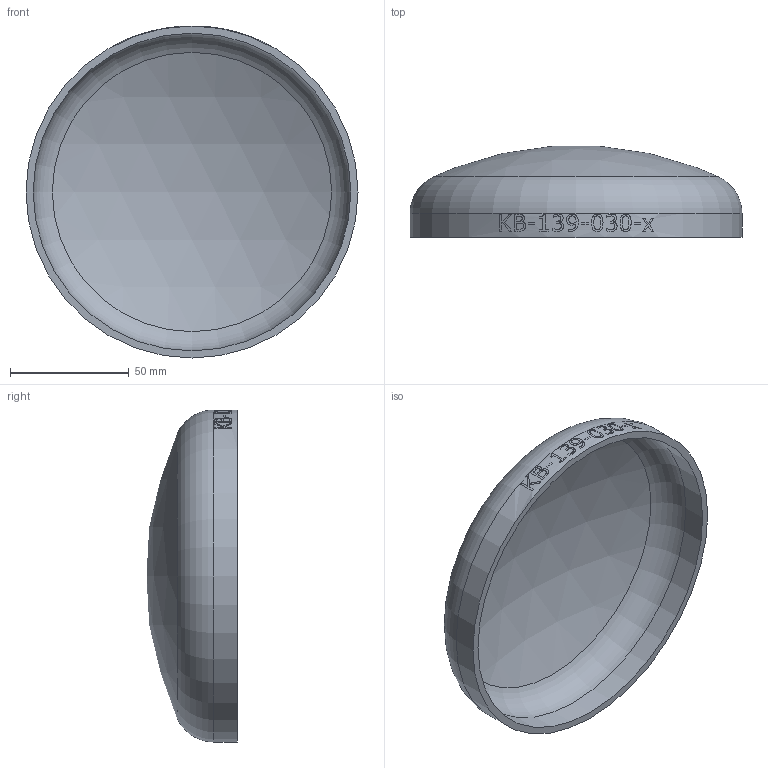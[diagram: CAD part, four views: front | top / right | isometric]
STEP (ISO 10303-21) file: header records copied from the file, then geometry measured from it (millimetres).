
FILE_DESCRIPTION (( 'STEP AP214' ), '1' );
FILE_NAME ('KB-139-030-x Klöpperboden 2003.STEP', '2020-03-26T12:20:49', ( '' ), ( '' ), 'SwSTEP 2.0', 'SolidWorks 2016', '' );
FILE_SCHEMA (( 'AUTOMOTIVE_DESIGN' ));
Length unit declared in the file: millimetre
Products named in the file (1): KB-139-030-x Klöpperboden 2003
Bounding box: 139.7 x 38.26 x 139.7 mm (x, y, z)
Volume: 69230.1 mm3; surface area: 47562.8 mm2
Topology: 1 solids, 1 shells, 192 faces, 514 edges, 342 vertices
Faces by surface type: bspline 107, plane 62, cylinder 19, torus 2, sphere 2
Full cylindrical faces by diameter (mm): 133.7 x1, 139.7 x1
Entity records: 25858 total; most frequent: CARTESIAN_POINT 19978, ORIENTED_EDGE 1020, EDGE_CURVE 510, DIRECTION 414, VERTEX_POINT 342, B_SPLINE_CURVE_WITH_KNOTS 342, EDGE_LOOP 214, FACE_OUTER_BOUND 196
